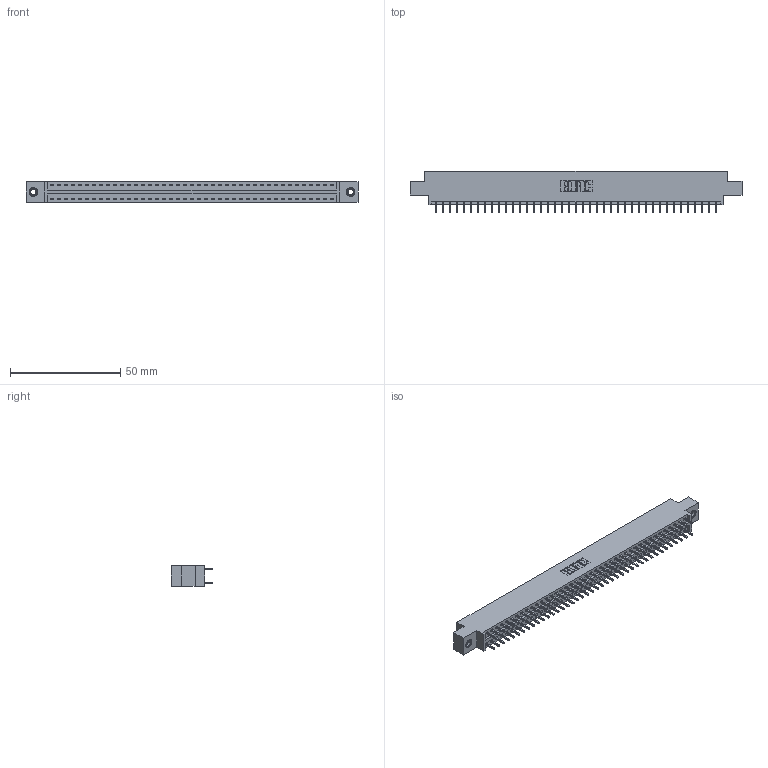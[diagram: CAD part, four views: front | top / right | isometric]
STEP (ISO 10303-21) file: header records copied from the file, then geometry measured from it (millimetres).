
FILE_DESCRIPTION (( 'STEP AP203' ), '1' );
FILE_NAME ('396-082-521-807.STEP', '2018-09-09T22:26:29', ( '' ), ( '' ), 'SwSTEP 2.0', 'SolidWorks 2016', '' );
FILE_SCHEMA (( 'CONFIG_CONTROL_DESIGN' ));
Length unit declared in the file: inch
Products named in the file (4): 396-082-521-807; 346 Part_0.170 Offset - 0.156 Dia-TI; 345-292-001_345-293-121; 345-250-001_345-250-005-103
Assembly tree (85 placements, depth 2):
  396-082-521-807
    346 Part_0.170 Offset - 0.156 Dia-TI
    345-292-001_345-293-121  x82
    345-250-001_345-250-005-103  x2
Bounding box: 150.75 x 19.05 x 9.4 mm (x, y, z)
Volume: 14490.5 mm3; surface area: 19890.5 mm2
Topology: 85 solids, 85 shells, 4450 faces, 13187 edges, 8674 vertices
Faces by surface type: plane 2982, cylinder 1452, cone 12, torus 4
Entity records: 28228 total; most frequent: CARTESIAN_POINT 4639, ORIENTED_EDGE 4566, DIRECTION 4165, EDGE_CURVE 2283, VECTOR 1967, LINE 1967, VERTEX_POINT 1516, AXIS2_PLACEMENT_3D 1099
